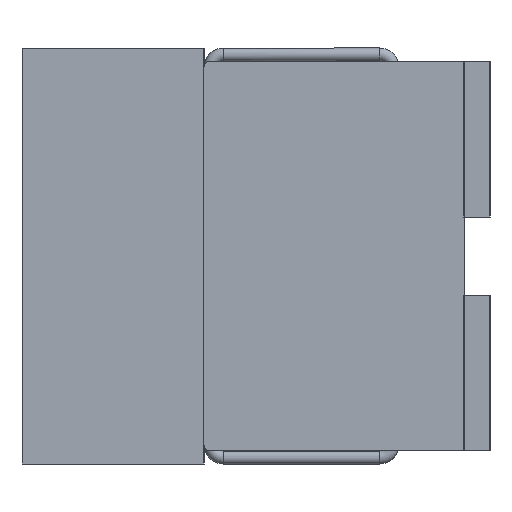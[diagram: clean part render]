
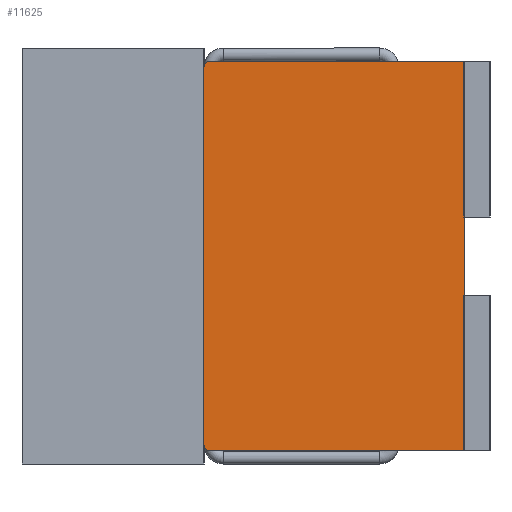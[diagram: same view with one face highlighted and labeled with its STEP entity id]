
A CAD part, left-side view. The second image highlights one B-rep face of the part: STEP entity #11625.
In plain terms, the highlighted planar face has unit normal (-1, 0, 0).
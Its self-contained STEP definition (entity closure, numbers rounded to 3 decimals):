
#33 = CARTESIAN_POINT ( 'NONE',  ( -1.6, -1.7, 0.75 ) ) ;
#160 = EDGE_CURVE ( 'NONE', #1427, #5979, #8300, .T. ) ;
#203 = CARTESIAN_POINT ( 'NONE',  ( -1.6, -0.7, 0.75 ) ) ;
#333 = VECTOR ( 'NONE', #6590, 1000. ) ;
#479 = DIRECTION ( 'NONE',  ( -1., 0., 0. ) ) ;
#576 = VECTOR ( 'NONE', #2054, 1000. ) ;
#799 = EDGE_CURVE ( 'NONE', #1427, #8983, #8969, .T. ) ;
#872 = CARTESIAN_POINT ( 'NONE',  ( -1.6, -0.7, 0.725 ) ) ;
#1070 = DIRECTION ( 'NONE',  ( 0., -1., 0. ) ) ;
#1200 = EDGE_CURVE ( 'NONE', #9672, #3050, #3638, .T. ) ;
#1427 = VERTEX_POINT ( 'NONE', #4958 ) ;
#1481 = CARTESIAN_POINT ( 'NONE',  ( -1.6, -0.7, 0.75 ) ) ;
#2054 = DIRECTION ( 'NONE',  ( 0., -1., 0. ) ) ;
#2084 = AXIS2_PLACEMENT_3D ( 'NONE', #11240, #10857, #5975 ) ;
#2469 = CARTESIAN_POINT ( 'NONE',  ( -1.6, -0.7, -0.75 ) ) ;
#2511 = DIRECTION ( 'NONE',  ( 0., 1., 0. ) ) ;
#2664 = LINE ( 'NONE', #1481, #7597 ) ;
#2777 = CARTESIAN_POINT ( 'NONE',  ( -1.6, -0.725, 0.725 ) ) ;
#3049 = EDGE_CURVE ( 'NONE', #4497, #9672, #8234, .T. ) ;
#3050 = VERTEX_POINT ( 'NONE', #10559 ) ;
#3202 = EDGE_CURVE ( 'NONE', #8983, #3050, #11579, .T. ) ;
#3260 = VECTOR ( 'NONE', #1070, 1000. ) ;
#3638 = LINE ( 'NONE', #2469, #576 ) ;
#3784 = DIRECTION ( 'NONE',  ( 1., 0., 0. ) ) ;
#3864 = DIRECTION ( 'NONE',  ( 0., 1., 0. ) ) ;
#4332 = AXIS2_PLACEMENT_3D ( 'NONE', #2777, #479, #2511 ) ;
#4497 = VERTEX_POINT ( 'NONE', #8144 ) ;
#4958 = CARTESIAN_POINT ( 'NONE',  ( -1.6, -0.725, 0.75 ) ) ;
#5975 = DIRECTION ( 'NONE',  ( 0., 1., 0. ) ) ;
#5979 = VERTEX_POINT ( 'NONE', #872 ) ;
#6590 = DIRECTION ( 'NONE',  ( 0., 0., -1. ) ) ;
#6634 = ORIENTED_EDGE ( 'NONE', *, *, #3202, .F. ) ;
#7073 = ORIENTED_EDGE ( 'NONE', *, *, #799, .F. ) ;
#7077 = ORIENTED_EDGE ( 'NONE', *, *, #160, .T. ) ;
#7196 = ORIENTED_EDGE ( 'NONE', *, *, #3049, .T. ) ;
#7353 = ORIENTED_EDGE ( 'NONE', *, *, #1200, .T. ) ;
#7597 = VECTOR ( 'NONE', #9623, 1000. ) ;
#7930 = ORIENTED_EDGE ( 'NONE', *, *, #10781, .T. ) ;
#8144 = CARTESIAN_POINT ( 'NONE',  ( -1.6, -0.7, -0.725 ) ) ;
#8234 = CIRCLE ( 'NONE', #2084, 0.025 ) ;
#8300 = CIRCLE ( 'NONE', #4332, 0.025 ) ;
#8412 = CARTESIAN_POINT ( 'NONE',  ( -1.6, -0.725, -0.75 ) ) ;
#8600 = AXIS2_PLACEMENT_3D ( 'NONE', #8617, #3784, #3864 ) ;
#8617 = CARTESIAN_POINT ( 'NONE',  ( -1.6, -0.7, 0.75 ) ) ;
#8969 = LINE ( 'NONE', #203, #3260 ) ;
#8983 = VERTEX_POINT ( 'NONE', #11200 ) ;
#9559 = EDGE_LOOP ( 'NONE', ( #7073, #7077, #7930, #7196, #7353, #6634 ) ) ;
#9623 = DIRECTION ( 'NONE',  ( 0., 0., -1. ) ) ;
#9672 = VERTEX_POINT ( 'NONE', #8412 ) ;
#10559 = CARTESIAN_POINT ( 'NONE',  ( -1.6, -1.7, -0.75 ) ) ;
#10781 = EDGE_CURVE ( 'NONE', #5979, #4497, #2664, .T. ) ;
#10857 = DIRECTION ( 'NONE',  ( -1., 0., 0. ) ) ;
#10874 = FACE_OUTER_BOUND ( 'NONE', #9559, .T. ) ;
#11200 = CARTESIAN_POINT ( 'NONE',  ( -1.6, -1.7, 0.75 ) ) ;
#11240 = CARTESIAN_POINT ( 'NONE',  ( -1.6, -0.725, -0.725 ) ) ;
#11579 = LINE ( 'NONE', #33, #333 ) ;
#11625 = ADVANCED_FACE ( 'NONE', ( #10874 ), #11716, .F. ) ;
#11716 = PLANE ( 'NONE',  #8600 ) ;
